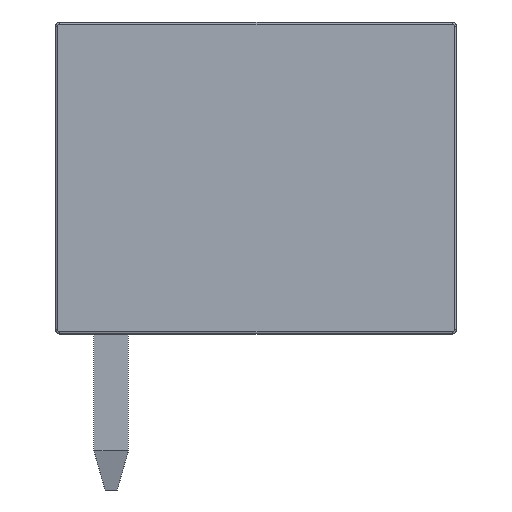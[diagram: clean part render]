
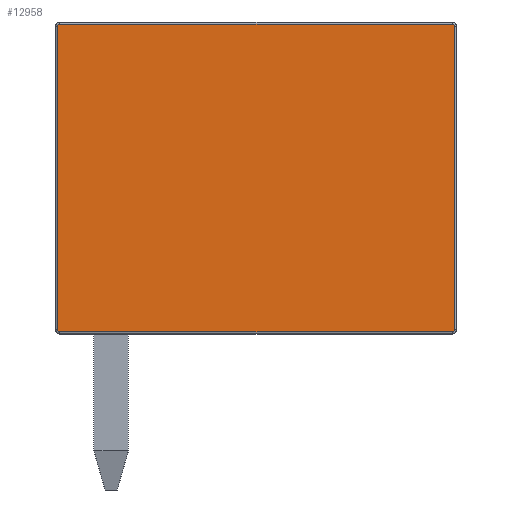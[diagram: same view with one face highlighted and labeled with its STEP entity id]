
A CAD part, left-side view. The second image highlights one B-rep face of the part: STEP entity #12958.
In plain terms, the highlighted planar face has unit normal (-1, 0, 0).
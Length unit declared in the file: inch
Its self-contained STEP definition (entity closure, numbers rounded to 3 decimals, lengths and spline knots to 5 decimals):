
#366=PLANE('',#13892);
#620=LINE('',#25750,#1502);
#621=LINE('',#25766,#1503);
#622=LINE('',#25785,#1504);
#624=LINE('',#25802,#1506);
#1502=VECTOR('',#15694,0.3937);
#1503=VECTOR('',#15703,0.3937);
#1504=VECTOR('',#15714,0.3937);
#1506=VECTOR('',#15724,0.3937);
#2798=FACE_OUTER_BOUND('',#3694,.T.);
#3694=EDGE_LOOP('',(#9169,#9170,#9171,#9172,#9173,#9174,#9175,#9176));
#4607=CIRCLE('',#13876,0.00197);
#4610=CIRCLE('',#13880,0.00197);
#4613=CIRCLE('',#13884,0.00197);
#4617=CIRCLE('',#13889,0.00197);
#5834=VERTEX_POINT('',#25742);
#5835=VERTEX_POINT('',#25744);
#5836=VERTEX_POINT('',#25748);
#5837=VERTEX_POINT('',#25760);
#5838=VERTEX_POINT('',#25764);
#5840=VERTEX_POINT('',#25777);
#5842=VERTEX_POINT('',#25783);
#5844=VERTEX_POINT('',#25797);
#7044=EDGE_CURVE('',#5835,#5834,#4607,.T.);
#7046=EDGE_CURVE('',#5836,#5835,#620,.T.);
#7048=EDGE_CURVE('',#5837,#5836,#4610,.T.);
#7050=EDGE_CURVE('',#5838,#5837,#621,.T.);
#7052=EDGE_CURVE('',#5840,#5838,#4613,.T.);
#7055=EDGE_CURVE('',#5842,#5840,#622,.T.);
#7058=EDGE_CURVE('',#5844,#5842,#4617,.T.);
#7060=EDGE_CURVE('',#5834,#5844,#624,.T.);
#9169=ORIENTED_EDGE('',*,*,#7044,.F.);
#9170=ORIENTED_EDGE('',*,*,#7046,.F.);
#9171=ORIENTED_EDGE('',*,*,#7048,.F.);
#9172=ORIENTED_EDGE('',*,*,#7050,.F.);
#9173=ORIENTED_EDGE('',*,*,#7052,.F.);
#9174=ORIENTED_EDGE('',*,*,#7055,.F.);
#9175=ORIENTED_EDGE('',*,*,#7058,.F.);
#9176=ORIENTED_EDGE('',*,*,#7060,.F.);
#12958=ADVANCED_FACE('',(#2798),#366,.F.);
#13876=AXIS2_PLACEMENT_3D('',#25746,#15688,#15689);
#13880=AXIS2_PLACEMENT_3D('',#25762,#15697,#15698);
#13884=AXIS2_PLACEMENT_3D('',#25779,#15706,#15707);
#13889=AXIS2_PLACEMENT_3D('',#25799,#15718,#15719);
#13892=AXIS2_PLACEMENT_3D('',#25804,#15726,#15727);
#15688=DIRECTION('center_axis',(1.,0.,0.));
#15689=DIRECTION('ref_axis',(0.,-0.707,0.707));
#15694=DIRECTION('',(0.,-1.,0.));
#15697=DIRECTION('center_axis',(1.,0.,0.));
#15698=DIRECTION('ref_axis',(0.,0.707,0.707));
#15703=DIRECTION('',(0.,0.,1.));
#15706=DIRECTION('center_axis',(1.,0.,0.));
#15707=DIRECTION('ref_axis',(0.,0.707,-0.707));
#15714=DIRECTION('',(0.,1.,0.));
#15718=DIRECTION('center_axis',(1.,0.,0.));
#15719=DIRECTION('ref_axis',(0.,-0.707,-0.707));
#15724=DIRECTION('',(0.,0.,-1.));
#15726=DIRECTION('center_axis',(1.,0.,0.));
#15727=DIRECTION('ref_axis',(0.,0.,-1.));
#25742=CARTESIAN_POINT('',(-0.442,-0.30803,0.27606));
#25744=CARTESIAN_POINT('',(-0.442,-0.30606,0.27803));
#25746=CARTESIAN_POINT('Origin',(-0.442,-0.30606,0.27606));
#25748=CARTESIAN_POINT('',(-0.442,0.04606,0.27803));
#25750=CARTESIAN_POINT('',(-0.442,-0.31,0.27803));
#25760=CARTESIAN_POINT('',(-0.442,0.04803,0.27606));
#25762=CARTESIAN_POINT('Origin',(-0.442,0.04606,0.27606));
#25764=CARTESIAN_POINT('',(-0.442,0.04803,0.00394));
#25766=CARTESIAN_POINT('',(-0.442,0.04803,0.15253));
#25777=CARTESIAN_POINT('',(-0.442,0.04606,0.00197));
#25779=CARTESIAN_POINT('Origin',(-0.442,0.04606,0.00394));
#25783=CARTESIAN_POINT('',(-0.442,-0.30606,0.00197));
#25785=CARTESIAN_POINT('',(-0.442,-0.31,0.00197));
#25797=CARTESIAN_POINT('',(-0.442,-0.30803,0.00394));
#25799=CARTESIAN_POINT('Origin',(-0.442,-0.30606,0.00394));
#25802=CARTESIAN_POINT('',(-0.442,-0.30803,0.15253));
#25804=CARTESIAN_POINT('Origin',(-0.442,-0.31,0.30505));
